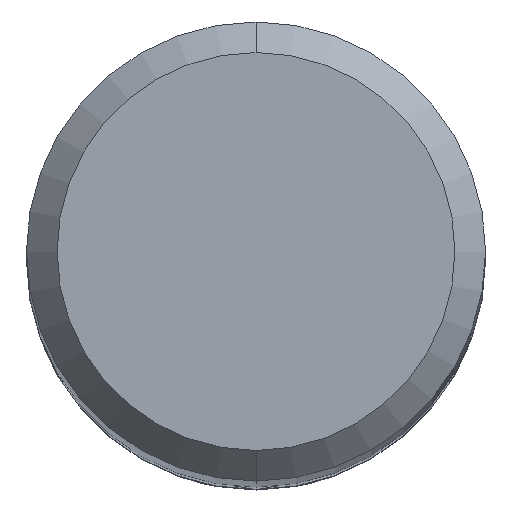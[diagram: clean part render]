
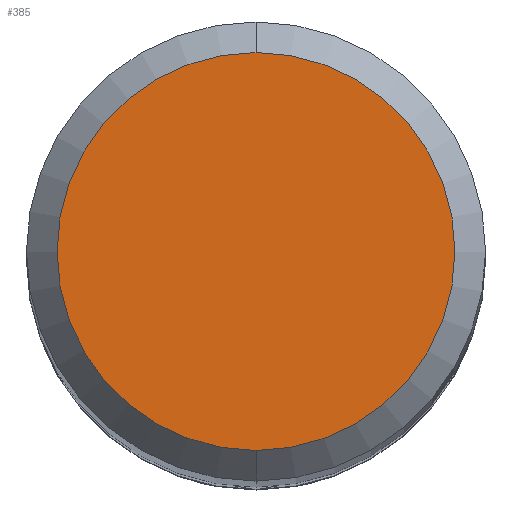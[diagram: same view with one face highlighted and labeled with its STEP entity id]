
A CAD part, top view. The second image highlights one B-rep face of the part: STEP entity #385.
In plain terms, the highlighted planar face has unit normal (0, 0, 1).
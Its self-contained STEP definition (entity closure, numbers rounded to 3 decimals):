
#201=EDGE_CURVE('',#461,#369,#521,.T.);
#225=EDGE_CURVE('',#369,#461,#546,.T.);
#369=VERTEX_POINT('',#706);
#385=ADVANCED_FACE('',(#723),#724,.T.);
#461=VERTEX_POINT('',#809);
#521=CIRCLE('',#901,2.6);
#546=CIRCLE('',#931,2.6);
#706=CARTESIAN_POINT('',(0.0,2.6,0.0));
#723=FACE_OUTER_BOUND('',#1285,.T.);
#724=PLANE('',#1286);
#809=CARTESIAN_POINT('',(0.,-2.6,0.0));
#901=AXIS2_PLACEMENT_3D('',#1518,#1519,#1520);
#931=AXIS2_PLACEMENT_3D('',#1536,#1537,#1538);
#1285=EDGE_LOOP('',(#1730,#1731));
#1286=AXIS2_PLACEMENT_3D('',#1732,#1733,#1734);
#1518=CARTESIAN_POINT('',(0.0,0.0,0.0));
#1519=DIRECTION('',(0.0,0.0,-1.0));
#1520=DIRECTION('',(0.0,1.0,0.0));
#1536=CARTESIAN_POINT('',(0.0,0.0,0.0));
#1537=DIRECTION('',(0.0,0.0,-1.0));
#1538=DIRECTION('',(0.0,1.0,0.0));
#1730=ORIENTED_EDGE('',*,*,#225,.F.);
#1731=ORIENTED_EDGE('',*,*,#201,.F.);
#1732=CARTESIAN_POINT('',(0.0,1.3,0.0));
#1733=DIRECTION('',(-0.0,0.0,1.0));
#1734=DIRECTION('',(0.0,-1.0,0.0));
